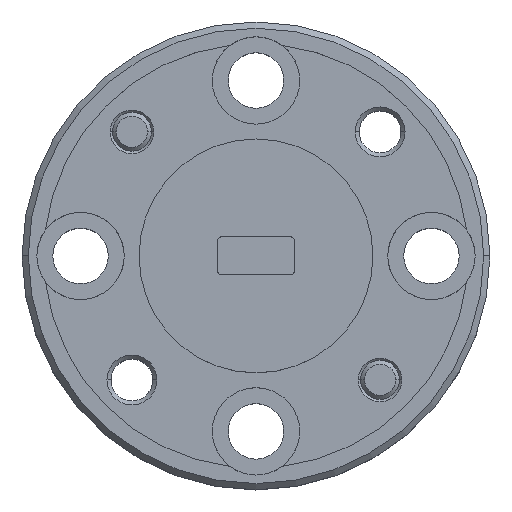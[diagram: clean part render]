
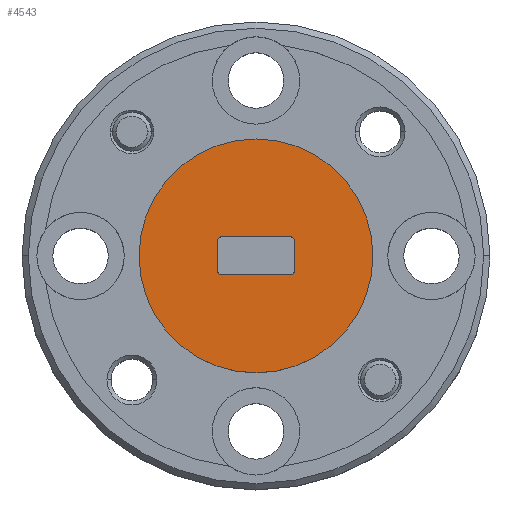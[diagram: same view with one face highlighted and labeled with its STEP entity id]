
A CAD part, top view. The second image highlights one B-rep face of the part: STEP entity #4543.
In plain terms, the highlighted planar face has unit normal (0, 0, 1).
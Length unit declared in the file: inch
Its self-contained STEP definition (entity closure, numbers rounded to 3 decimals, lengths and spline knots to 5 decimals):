
#63 = EDGE_CURVE ( 'NONE', #905, #328, #476, .T. ) ;
#138 = LINE ( 'NONE', #1910, #3862 ) ;
#150 = ORIENTED_EDGE ( 'NONE', *, *, #1375, .T. ) ;
#169 = CARTESIAN_POINT ( 'NONE',  ( 0.061, 0.0255, 0. ) ) ;
#181 = CARTESIAN_POINT ( 'NONE',  ( 0., 0., 0. ) ) ;
#322 = ORIENTED_EDGE ( 'NONE', *, *, #1691, .T. ) ;
#328 = VERTEX_POINT ( 'NONE', #5155 ) ;
#364 = VERTEX_POINT ( 'NONE', #169 ) ;
#476 = LINE ( 'NONE', #3627, #3384 ) ;
#543 = DIRECTION ( 'NONE',  ( 1., 0., 0. ) ) ;
#658 = VERTEX_POINT ( 'NONE', #3302 ) ;
#709 = DIRECTION ( 'NONE',  ( 1., 0., 0. ) ) ;
#796 = ORIENTED_EDGE ( 'NONE', *, *, #1749, .F. ) ;
#856 = CARTESIAN_POINT ( 'NONE',  ( 0., 0., 0. ) ) ;
#905 = VERTEX_POINT ( 'NONE', #2554 ) ;
#951 = DIRECTION ( 'NONE',  ( 0., 0., -1. ) ) ;
#1095 = VERTEX_POINT ( 'NONE', #6637 ) ;
#1098 = AXIS2_PLACEMENT_3D ( 'NONE', #5005, #6220, #543 ) ;
#1113 = VECTOR ( 'NONE', #3767, 39.37008 ) ;
#1251 = CARTESIAN_POINT ( 'NONE',  ( 0.056, 0.0255, 0. ) ) ;
#1375 = EDGE_CURVE ( 'NONE', #1456, #4234, #5613, .T. ) ;
#1391 = DIRECTION ( 'NONE',  ( 1., 0., 0. ) ) ;
#1456 = VERTEX_POINT ( 'NONE', #5431 ) ;
#1542 = CARTESIAN_POINT ( 'NONE',  ( -0.1875, 0., 0. ) ) ;
#1691 = EDGE_CURVE ( 'NONE', #1095, #328, #6086, .T. ) ;
#1749 = EDGE_CURVE ( 'NONE', #2890, #364, #138, .T. ) ;
#1910 = CARTESIAN_POINT ( 'NONE',  ( 0.061, -0.0305, 0. ) ) ;
#2038 = ORIENTED_EDGE ( 'NONE', *, *, #4712, .T. ) ;
#2107 = PLANE ( 'NONE',  #2714 ) ;
#2264 = CARTESIAN_POINT ( 'NONE',  ( -0.061, -0.0255, 0. ) ) ;
#2418 = CIRCLE ( 'NONE', #6036, 0.005 ) ;
#2423 = CARTESIAN_POINT ( 'NONE',  ( -0.056, 0.0255, 0. ) ) ;
#2484 = CIRCLE ( 'NONE', #1098, 0.005 ) ;
#2554 = CARTESIAN_POINT ( 'NONE',  ( 0.056, 0.0305, 0. ) ) ;
#2569 = FACE_BOUND ( 'NONE', #3457, .T. ) ;
#2574 = DIRECTION ( 'NONE',  ( -1., 0., 0. ) ) ;
#2714 = AXIS2_PLACEMENT_3D ( 'NONE', #7133, #3195, #5426 ) ;
#2890 = VERTEX_POINT ( 'NONE', #3130 ) ;
#3062 = ORIENTED_EDGE ( 'NONE', *, *, #4167, .T. ) ;
#3130 = CARTESIAN_POINT ( 'NONE',  ( 0.061, -0.0255, 0. ) ) ;
#3195 = DIRECTION ( 'NONE',  ( 0., 0., 1. ) ) ;
#3234 = FACE_OUTER_BOUND ( 'NONE', #6582, .T. ) ;
#3302 = CARTESIAN_POINT ( 'NONE',  ( -0.056, -0.0305, 0. ) ) ;
#3344 = EDGE_CURVE ( 'NONE', #658, #5867, #6755, .T. ) ;
#3371 = CARTESIAN_POINT ( 'NONE',  ( -0.061, -0.0305, 0. ) ) ;
#3384 = VECTOR ( 'NONE', #2574, 39.37008 ) ;
#3457 = EDGE_LOOP ( 'NONE', ( #4423, #4589, #796, #3062, #6005, #2038, #4772, #322 ) ) ;
#3609 = EDGE_CURVE ( 'NONE', #905, #364, #2418, .T. ) ;
#3627 = CARTESIAN_POINT ( 'NONE',  ( -0.061, 0.0305, 0. ) ) ;
#3687 = DIRECTION ( 'NONE',  ( 1., 0., 0. ) ) ;
#3698 = EDGE_CURVE ( 'NONE', #4234, #1456, #4863, .T. ) ;
#3767 = DIRECTION ( 'NONE',  ( 0., -1., 0. ) ) ;
#3805 = CARTESIAN_POINT ( 'NONE',  ( -0.061, -0.0305, 0. ) ) ;
#3862 = VECTOR ( 'NONE', #4129, 39.37008 ) ;
#3874 = LINE ( 'NONE', #3805, #1113 ) ;
#3933 = AXIS2_PLACEMENT_3D ( 'NONE', #856, #7003, #3687 ) ;
#4054 = DIRECTION ( 'NONE',  ( 1., 0., 0. ) ) ;
#4129 = DIRECTION ( 'NONE',  ( 0., 1., 0. ) ) ;
#4137 = DIRECTION ( 'NONE',  ( 0., 0., 1. ) ) ;
#4167 = EDGE_CURVE ( 'NONE', #2890, #5867, #4211, .T. ) ;
#4211 = CIRCLE ( 'NONE', #6660, 0.005 ) ;
#4234 = VERTEX_POINT ( 'NONE', #1542 ) ;
#4256 = CARTESIAN_POINT ( 'NONE',  ( 0.056, -0.0255, 0. ) ) ;
#4395 = DIRECTION ( 'NONE',  ( 1., 0., 0. ) ) ;
#4423 = ORIENTED_EDGE ( 'NONE', *, *, #63, .F. ) ;
#4543 = ADVANCED_FACE ( 'NONE', ( #2569, #3234 ), #2107, .T. ) ;
#4589 = ORIENTED_EDGE ( 'NONE', *, *, #3609, .T. ) ;
#4679 = AXIS2_PLACEMENT_3D ( 'NONE', #2423, #5156, #4054 ) ;
#4712 = EDGE_CURVE ( 'NONE', #658, #6865, #2484, .T. ) ;
#4772 = ORIENTED_EDGE ( 'NONE', *, *, #7095, .F. ) ;
#4863 = CIRCLE ( 'NONE', #3933, 0.1875 ) ;
#5005 = CARTESIAN_POINT ( 'NONE',  ( -0.056, -0.0255, 0. ) ) ;
#5023 = ORIENTED_EDGE ( 'NONE', *, *, #3698, .T. ) ;
#5127 = DIRECTION ( 'NONE',  ( 1., 0., 0. ) ) ;
#5155 = CARTESIAN_POINT ( 'NONE',  ( -0.056, 0.0305, 0. ) ) ;
#5156 = DIRECTION ( 'NONE',  ( 0., 0., -1. ) ) ;
#5426 = DIRECTION ( 'NONE',  ( 1., 0., 0. ) ) ;
#5431 = CARTESIAN_POINT ( 'NONE',  ( 0.1875, 0., 0. ) ) ;
#5613 = CIRCLE ( 'NONE', #6774, 0.1875 ) ;
#5698 = DIRECTION ( 'NONE',  ( 0., 0., -1. ) ) ;
#5867 = VERTEX_POINT ( 'NONE', #6950 ) ;
#6005 = ORIENTED_EDGE ( 'NONE', *, *, #3344, .F. ) ;
#6036 = AXIS2_PLACEMENT_3D ( 'NONE', #1251, #5698, #709 ) ;
#6086 = CIRCLE ( 'NONE', #4679, 0.005 ) ;
#6220 = DIRECTION ( 'NONE',  ( 0., 0., -1. ) ) ;
#6582 = EDGE_LOOP ( 'NONE', ( #150, #5023 ) ) ;
#6637 = CARTESIAN_POINT ( 'NONE',  ( -0.061, 0.0255, 0. ) ) ;
#6660 = AXIS2_PLACEMENT_3D ( 'NONE', #4256, #951, #1391 ) ;
#6755 = LINE ( 'NONE', #3371, #6951 ) ;
#6774 = AXIS2_PLACEMENT_3D ( 'NONE', #181, #4137, #5127 ) ;
#6865 = VERTEX_POINT ( 'NONE', #2264 ) ;
#6950 = CARTESIAN_POINT ( 'NONE',  ( 0.056, -0.0305, 0. ) ) ;
#6951 = VECTOR ( 'NONE', #4395, 39.37008 ) ;
#7003 = DIRECTION ( 'NONE',  ( 0., 0., 1. ) ) ;
#7095 = EDGE_CURVE ( 'NONE', #1095, #6865, #3874, .T. ) ;
#7133 = CARTESIAN_POINT ( 'NONE',  ( 0., 0., 0. ) ) ;
